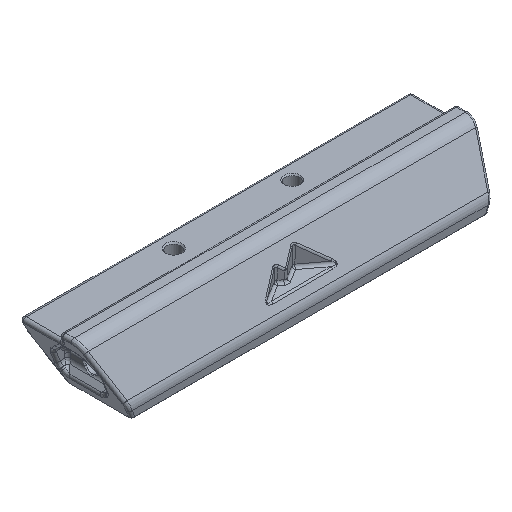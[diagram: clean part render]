
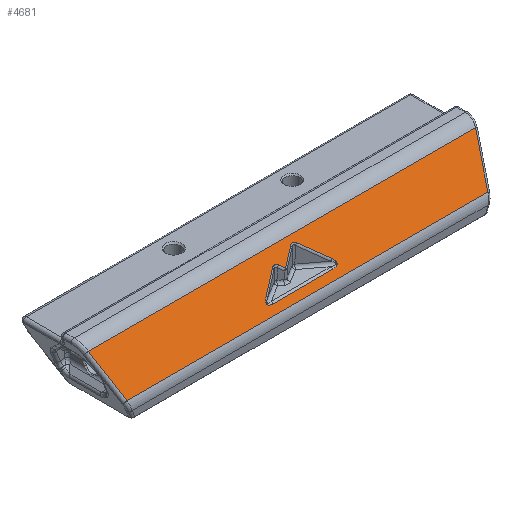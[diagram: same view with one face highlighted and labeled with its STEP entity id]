
A CAD part, isometric view. The second image highlights one B-rep face of the part: STEP entity #4681.
In plain terms, the highlighted planar face has unit normal (0, -0.819, 0.574).
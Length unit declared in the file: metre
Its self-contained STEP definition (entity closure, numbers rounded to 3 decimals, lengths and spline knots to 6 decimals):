
#136=ELLIPSE('',#5079,0.005596,0.002);
#137=ELLIPSE('',#5080,0.003464,0.002);
#138=ELLIPSE('',#5081,0.003464,0.002);
#139=ELLIPSE('',#5082,0.005596,0.002);
#795=ORIENTED_EDGE('',*,*,#2195,.F.);
#796=ORIENTED_EDGE('',*,*,#2196,.T.);
#797=ORIENTED_EDGE('',*,*,#2197,.F.);
#798=ORIENTED_EDGE('',*,*,#2198,.T.);
#799=ORIENTED_EDGE('',*,*,#2199,.T.);
#800=ORIENTED_EDGE('',*,*,#2200,.T.);
#801=ORIENTED_EDGE('',*,*,#2201,.T.);
#802=ORIENTED_EDGE('',*,*,#2202,.F.);
#803=ORIENTED_EDGE('',*,*,#2203,.T.);
#804=ORIENTED_EDGE('',*,*,#2204,.T.);
#805=ORIENTED_EDGE('',*,*,#2205,.F.);
#806=ORIENTED_EDGE('',*,*,#2206,.T.);
#807=ORIENTED_EDGE('',*,*,#2207,.T.);
#2195=EDGE_CURVE('',#2883,#2884,#3250,.F.);
#2196=EDGE_CURVE('',#2883,#2885,#3251,.F.);
#2197=EDGE_CURVE('',#2886,#2885,#3252,.F.);
#2198=EDGE_CURVE('',#2886,#2884,#3253,.F.);
#2199=EDGE_CURVE('',#2887,#2888,#3254,.F.);
#2200=EDGE_CURVE('',#2888,#2889,#136,.F.);
#2201=EDGE_CURVE('',#2889,#2890,#3255,.F.);
#2202=EDGE_CURVE('',#2891,#2890,#137,.T.);
#2203=EDGE_CURVE('',#2891,#2892,#3256,.F.);
#2204=EDGE_CURVE('',#2892,#2893,#3257,.F.);
#2205=EDGE_CURVE('',#2894,#2893,#138,.T.);
#2206=EDGE_CURVE('',#2894,#2895,#3258,.F.);
#2207=EDGE_CURVE('',#2895,#2887,#139,.F.);
#2883=VERTEX_POINT('',#7478);
#2884=VERTEX_POINT('',#7479);
#2885=VERTEX_POINT('',#7481);
#2886=VERTEX_POINT('',#7483);
#2887=VERTEX_POINT('',#7486);
#2888=VERTEX_POINT('',#7487);
#2889=VERTEX_POINT('',#7489);
#2890=VERTEX_POINT('',#7491);
#2891=VERTEX_POINT('',#7493);
#2892=VERTEX_POINT('',#7495);
#2893=VERTEX_POINT('',#7497);
#2894=VERTEX_POINT('',#7499);
#2895=VERTEX_POINT('',#7501);
#3250=LINE('',#7477,#3613);
#3251=LINE('',#7480,#3614);
#3252=LINE('',#7482,#3615);
#3253=LINE('',#7484,#3616);
#3254=LINE('',#7485,#3617);
#3255=LINE('',#7490,#3618);
#3256=LINE('',#7494,#3619);
#3257=LINE('',#7496,#3620);
#3258=LINE('',#7500,#3621);
#3613=VECTOR('',#5875,1.);
#3614=VECTOR('',#5876,1.);
#3615=VECTOR('',#5877,1.);
#3616=VECTOR('',#5878,1.);
#3617=VECTOR('',#5879,1.);
#3618=VECTOR('',#5882,1.);
#3619=VECTOR('',#5885,1.);
#3620=VECTOR('',#5886,1.);
#3621=VECTOR('',#5889,1.);
#3892=EDGE_LOOP('',(#795,#796,#797,#798));
#3893=EDGE_LOOP('',(#799,#800,#801,#802,#803,#804,#805,#806,#807));
#4237=FACE_BOUND('',#3892,.T.);
#4238=FACE_BOUND('',#3893,.T.);
#4569=PLANE('',#5078);
#4681=ADVANCED_FACE('',(#4237,#4238),#4569,.T.);
#5078=AXIS2_PLACEMENT_3D('',#7476,#5873,#5874);
#5079=AXIS2_PLACEMENT_3D('',#7488,#5880,#5881);
#5080=AXIS2_PLACEMENT_3D('',#7492,#5883,#5884);
#5081=AXIS2_PLACEMENT_3D('',#7498,#5887,#5888);
#5082=AXIS2_PLACEMENT_3D('',#7502,#5890,#5891);
#5873=DIRECTION('',(0.,-0.819,0.574));
#5874=DIRECTION('',(1.,0.,0.));
#5875=DIRECTION('',(-1.,0.,0.));
#5876=DIRECTION('',(-0.286,0.55,0.785));
#5877=DIRECTION('',(1.,0.,0.));
#5878=DIRECTION('',(-0.286,-0.55,-0.785));
#5879=DIRECTION('',(1.,0.,0.));
#5880=DIRECTION('',(0.,-0.819,0.574));
#5881=DIRECTION('',(0.924,0.219,0.313));
#5882=DIRECTION('',(-0.707,-0.406,-0.579));
#5883=DIRECTION('',(0.,-0.819,0.574));
#5884=DIRECTION('',(0.,-0.574,-0.819));
#5885=DIRECTION('',(-0.707,0.406,0.579));
#5886=DIRECTION('',(-0.707,-0.406,-0.579));
#5887=DIRECTION('',(0.,-0.819,0.574));
#5888=DIRECTION('',(0.,-0.574,-0.819));
#5889=DIRECTION('',(-0.707,0.406,0.579));
#5890=DIRECTION('',(0.,-0.819,0.574));
#5891=DIRECTION('',(-0.924,0.219,0.313));
#7476=CARTESIAN_POINT('',(0.,0.001802,0.02));
#7477=CARTESIAN_POINT('',(0.,0.000309,0.017868));
#7478=CARTESIAN_POINT('',(-0.065221,0.000309,0.017868));
#7479=CARTESIAN_POINT('',(0.065221,0.000309,0.017868));
#7480=CARTESIAN_POINT('',(-0.060609,-0.008563,0.005198));
#7481=CARTESIAN_POINT('',(-0.060749,-0.008294,0.005582));
#7482=CARTESIAN_POINT('',(-0.166,-0.008294,0.005582));
#7483=CARTESIAN_POINT('',(0.060749,-0.008294,0.005582));
#7484=CARTESIAN_POINT('',(0.060609,-0.008563,0.005198));
#7485=CARTESIAN_POINT('',(0.,-0.006811,0.0077));
#7486=CARTESIAN_POINT('',(0.010086,-0.006811,0.0077));
#7487=CARTESIAN_POINT('',(-0.010086,-0.006811,0.0077));
#7488=CARTESIAN_POINT('',(-0.006672,-0.005188,0.010017));
#7489=CARTESIAN_POINT('',(-0.011086,-0.005426,0.009678));
#7490=CARTESIAN_POINT('',(0.000758,0.001367,0.019379));
#7491=CARTESIAN_POINT('',(-0.006,-0.002509,0.013844));
#7492=CARTESIAN_POINT('',(-0.005,-0.00423,0.011386));
#7493=CARTESIAN_POINT('',(-0.004,-0.002509,0.013844));
#7494=CARTESIAN_POINT('',(-0.005758,-0.001501,0.015283));
#7495=CARTESIAN_POINT('',(-0.0025,-0.003369,0.012615));
#7496=CARTESIAN_POINT('',(0.003258,-0.000067,0.017331));
#7497=CARTESIAN_POINT('',(0.0015,-0.001075,0.015891));
#7498=CARTESIAN_POINT('',(0.0025,-0.002796,0.013434));
#7499=CARTESIAN_POINT('',(0.0035,-0.001075,0.015891));
#7500=CARTESIAN_POINT('',(-0.000758,0.001367,0.019379));
#7501=CARTESIAN_POINT('',(0.011086,-0.005426,0.009678));
#7502=CARTESIAN_POINT('',(0.006672,-0.005188,0.010017));
